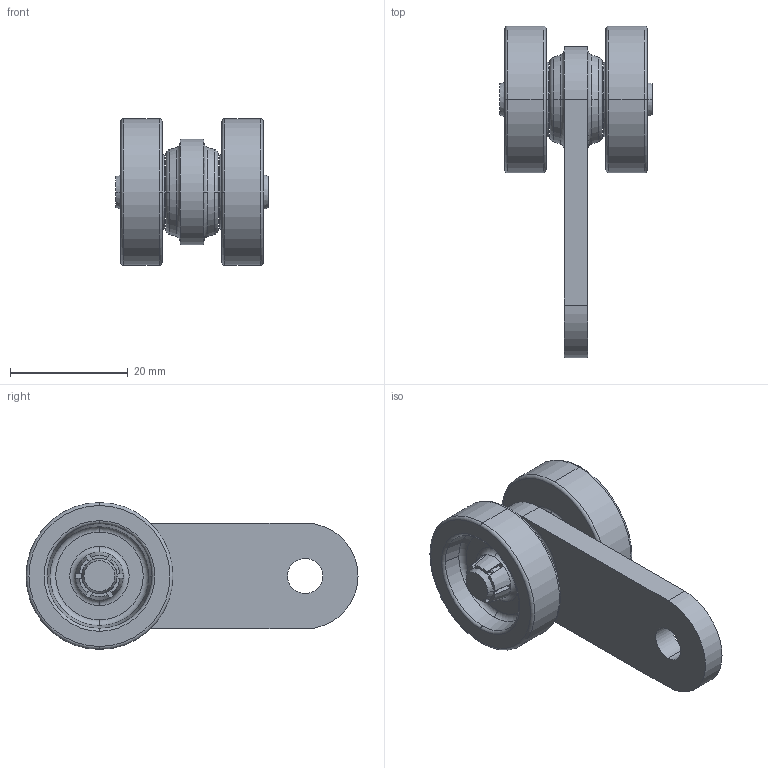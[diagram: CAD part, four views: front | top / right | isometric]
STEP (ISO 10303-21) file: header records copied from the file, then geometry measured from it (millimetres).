
FILE_DESCRIPTION (( 'STEP AP214' ), '1' );
FILE_NAME ('0020564.step', '2023-04-05T09:09:40', ( '' ), ( '' ), 'SwSTEP 2.0', 'SolidWorks 2020', '' );
FILE_SCHEMA (( 'AUTOMOTIVE_DESIGN' ));
Length unit declared in the file: inch
Products named in the file (1): 0020564
Bounding box: 26 x 56.5 x 25 mm (x, y, z)
Surface area: 5967.9 mm2 (no closed solid volume)
Topology: 0 solids, 6 shells, 154 faces, 486 edges, 340 vertices
Faces by surface type: plane 70, torus 32, cone 30, cylinder 22
Entity records: 7766 total; most frequent: CARTESIAN_POINT 1481, DIRECTION 908, ORIENTED_EDGE 828, EDGE_CURVE 486, AXIS2_PLACEMENT_3D 349, VERTEX_POINT 340, LINE 210, VECTOR 210
